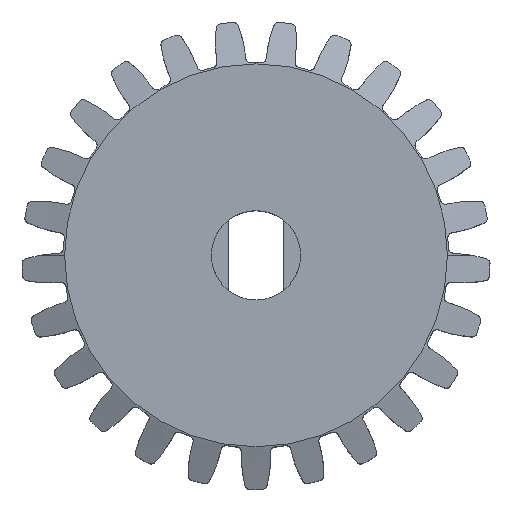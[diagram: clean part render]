
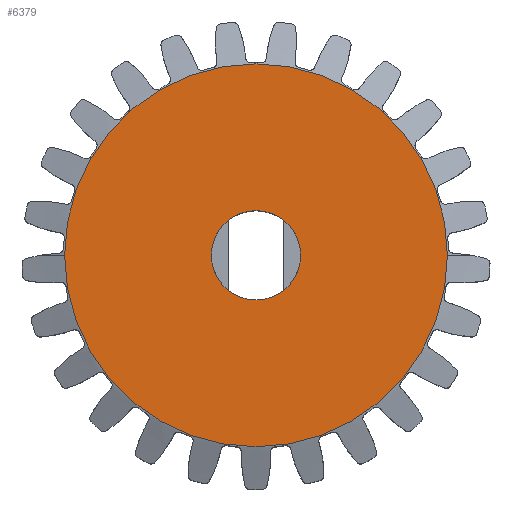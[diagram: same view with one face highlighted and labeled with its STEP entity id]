
A CAD part, top view. The second image highlights one B-rep face of the part: STEP entity #6379.
In plain terms, the highlighted planar face has unit normal (0, 0, 1).
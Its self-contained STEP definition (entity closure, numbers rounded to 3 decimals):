
#120 = DIRECTION ( 'NONE',  ( 0., 0., 1. ) ) ;
#507 = EDGE_CURVE ( 'NONE', #3814, #5189, #716, .T. ) ;
#521 = CARTESIAN_POINT ( 'NONE',  ( -11.037, 0., 4. ) ) ;
#716 = CIRCLE ( 'NONE', #1692, 11.037 ) ;
#823 = ORIENTED_EDGE ( 'NONE', *, *, #5082, .F. ) ;
#867 = PLANE ( 'NONE',  #7925 ) ;
#922 = AXIS2_PLACEMENT_3D ( 'NONE', #3837, #1755, #2557 ) ;
#1347 = ORIENTED_EDGE ( 'NONE', *, *, #7105, .F. ) ;
#1433 = DIRECTION ( 'NONE',  ( 1., 0., 0. ) ) ;
#1632 = CARTESIAN_POINT ( 'NONE',  ( -2.575, 0., 4. ) ) ;
#1692 = AXIS2_PLACEMENT_3D ( 'NONE', #7715, #5790, #8492 ) ;
#1755 = DIRECTION ( 'NONE',  ( 0., 0., -1. ) ) ;
#1981 = CIRCLE ( 'NONE', #3964, 2.575 ) ;
#2045 = EDGE_LOOP ( 'NONE', ( #6857, #8332 ) ) ;
#2308 = EDGE_LOOP ( 'NONE', ( #1347, #823 ) ) ;
#2557 = DIRECTION ( 'NONE',  ( -1., 0., 0. ) ) ;
#3455 = CARTESIAN_POINT ( 'NONE',  ( 0., 0., 4. ) ) ;
#3554 = DIRECTION ( 'NONE',  ( 0., 0., 1. ) ) ;
#3742 = CIRCLE ( 'NONE', #3750, 2.575 ) ;
#3750 = AXIS2_PLACEMENT_3D ( 'NONE', #3455, #120, #1433 ) ;
#3805 = DIRECTION ( 'NONE',  ( 1., 0., 0. ) ) ;
#3814 = VERTEX_POINT ( 'NONE', #521 ) ;
#3837 = CARTESIAN_POINT ( 'NONE',  ( 0., 0., 4. ) ) ;
#3964 = AXIS2_PLACEMENT_3D ( 'NONE', #5446, #4130, #7382 ) ;
#4130 = DIRECTION ( 'NONE',  ( 0., 0., 1. ) ) ;
#4426 = CIRCLE ( 'NONE', #922, 11.037 ) ;
#5082 = EDGE_CURVE ( 'NONE', #5536, #8245, #1981, .T. ) ;
#5189 = VERTEX_POINT ( 'NONE', #6345 ) ;
#5446 = CARTESIAN_POINT ( 'NONE',  ( 0., 0., 4. ) ) ;
#5536 = VERTEX_POINT ( 'NONE', #1632 ) ;
#5588 = CARTESIAN_POINT ( 'NONE',  ( 2.575, 0., 4. ) ) ;
#5690 = FACE_BOUND ( 'NONE', #2308, .T. ) ;
#5790 = DIRECTION ( 'NONE',  ( 0., 0., -1. ) ) ;
#6345 = CARTESIAN_POINT ( 'NONE',  ( 11.037, 0., 4. ) ) ;
#6379 = ADVANCED_FACE ( 'NONE', ( #5690, #6897 ), #867, .T. ) ;
#6857 = ORIENTED_EDGE ( 'NONE', *, *, #507, .F. ) ;
#6897 = FACE_OUTER_BOUND ( 'NONE', #2045, .T. ) ;
#7105 = EDGE_CURVE ( 'NONE', #8245, #5536, #3742, .T. ) ;
#7382 = DIRECTION ( 'NONE',  ( 1., 0., 0. ) ) ;
#7715 = CARTESIAN_POINT ( 'NONE',  ( 0., 0., 4. ) ) ;
#7925 = AXIS2_PLACEMENT_3D ( 'NONE', #8398, #3554, #3805 ) ;
#8044 = EDGE_CURVE ( 'NONE', #5189, #3814, #4426, .T. ) ;
#8245 = VERTEX_POINT ( 'NONE', #5588 ) ;
#8332 = ORIENTED_EDGE ( 'NONE', *, *, #8044, .F. ) ;
#8398 = CARTESIAN_POINT ( 'NONE',  ( 0., 0., 4. ) ) ;
#8492 = DIRECTION ( 'NONE',  ( -1., 0., 0. ) ) ;
